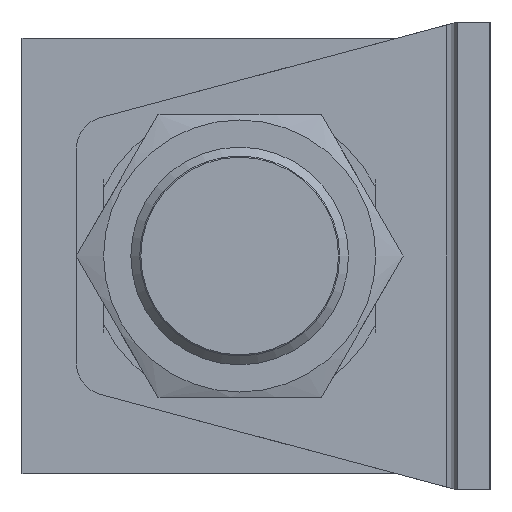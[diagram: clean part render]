
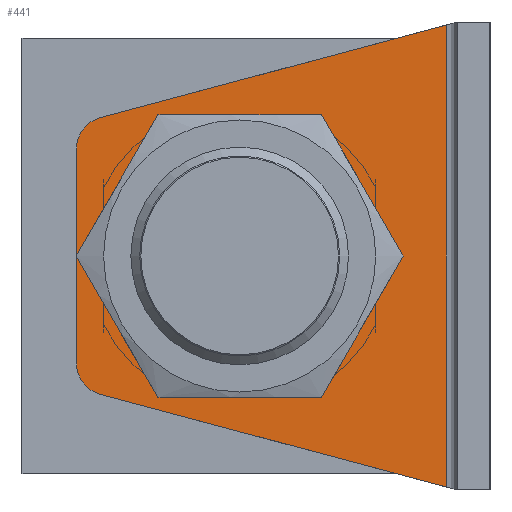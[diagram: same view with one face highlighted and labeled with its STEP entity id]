
A CAD part, left-side view. The second image highlights one B-rep face of the part: STEP entity #441.
In plain terms, the highlighted face is planar.
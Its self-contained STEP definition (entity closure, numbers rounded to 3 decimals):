
#441 = ADVANCED_FACE( '', ( #893, #894 ), #895, .T. );
#893 = FACE_BOUND( '', #1366, .T. );
#894 = FACE_OUTER_BOUND( '', #1367, .T. );
#895 = PLANE( '', #1368 );
#1366 = EDGE_LOOP( '', ( #2192 ) );
#1367 = EDGE_LOOP( '', ( #2193, #2194, #2195, #2196, #2197, #2198 ) );
#1368 = AXIS2_PLACEMENT_3D( '', #2199, #2200, #2201 );
#2192 = ORIENTED_EDGE( '', *, *, #2744, .F. );
#2193 = ORIENTED_EDGE( '', *, *, #2554, .T. );
#2194 = ORIENTED_EDGE( '', *, *, #2791, .T. );
#2195 = ORIENTED_EDGE( '', *, *, #2781, .F. );
#2196 = ORIENTED_EDGE( '', *, *, #2549, .T. );
#2197 = ORIENTED_EDGE( '', *, *, #2792, .T. );
#2198 = ORIENTED_EDGE( '', *, *, #2543, .T. );
#2199 = CARTESIAN_POINT( '', ( 3., 38., 21.5 ) );
#2200 = DIRECTION( '', ( 1., 0., 0. ) );
#2201 = DIRECTION( '', ( 0., 0., -1. ) );
#2543 = EDGE_CURVE( '', #2953, #2951, #2954, .T. );
#2549 = EDGE_CURVE( '', #2962, #2963, #2964, .T. );
#2554 = EDGE_CURVE( '', #2951, #2971, #2972, .T. );
#2744 = EDGE_CURVE( '', #3257, #3257, #3258, .T. );
#2781 = EDGE_CURVE( '', #2962, #3305, #3306, .T. );
#2791 = EDGE_CURVE( '', #2971, #3305, #3319, .T. );
#2792 = EDGE_CURVE( '', #2963, #2953, #3320, .T. );
#2951 = VERTEX_POINT( '', #3544 );
#2953 = VERTEX_POINT( '', #3546 );
#2954 = LINE( '', #3547, #3548 );
#2962 = VERTEX_POINT( '', #3557 );
#2963 = VERTEX_POINT( '', #3558 );
#2964 = CIRCLE( '', #3559, 3. );
#2971 = VERTEX_POINT( '', #3568 );
#2972 = LINE( '', #3569, #3570 );
#3257 = VERTEX_POINT( '', #4261 );
#3258 = CIRCLE( '', #4262, 10.1 );
#3305 = VERTEX_POINT( '', #4450 );
#3306 = LINE( '', #4451, #4452 );
#3319 = CIRCLE( '', #4466, 3. );
#3320 = LINE( '', #4467, #4468 );
#3544 = CARTESIAN_POINT( '', ( 3., 4., -21.232 ) );
#3546 = CARTESIAN_POINT( '', ( 3., 4., 21.232 ) );
#3547 = CARTESIAN_POINT( '', ( 3., 4., 21.5 ) );
#3548 = VECTOR( '', #4758, 1000. );
#3557 = CARTESIAN_POINT( '', ( 3., 38., 9.82 ) );
#3558 = CARTESIAN_POINT( '', ( 3., 35.776, 12.718 ) );
#3559 = AXIS2_PLACEMENT_3D( '', #4766, #4767, #4768 );
#3568 = CARTESIAN_POINT( '', ( 3., 35.776, -12.718 ) );
#3569 = CARTESIAN_POINT( '', ( 3., 3., -21.5 ) );
#3570 = VECTOR( '', #4774, 1000. );
#4261 = CARTESIAN_POINT( '', ( 3., 23., -10.1 ) );
#4262 = AXIS2_PLACEMENT_3D( '', #4988, #4989, #4990 );
#4450 = CARTESIAN_POINT( '', ( 3., 38., -9.82 ) );
#4451 = CARTESIAN_POINT( '', ( 3., 38., 21.5 ) );
#4452 = VECTOR( '', #5023, 1000. );
#4466 = AXIS2_PLACEMENT_3D( '', #5034, #5035, #5036 );
#4467 = CARTESIAN_POINT( '', ( 3., 35.776, 12.718 ) );
#4468 = VECTOR( '', #5037, 1000. );
#4758 = DIRECTION( '', ( 0., 0., -1. ) );
#4766 = CARTESIAN_POINT( '', ( 3., 35., 9.82 ) );
#4767 = DIRECTION( '', ( 1., 0., 0. ) );
#4768 = DIRECTION( '', ( 0., 0., -1. ) );
#4774 = DIRECTION( '', ( 0., 0.966, 0.259 ) );
#4988 = CARTESIAN_POINT( '', ( 3., 23., 0. ) );
#4989 = DIRECTION( '', ( 1., 0., 0. ) );
#4990 = DIRECTION( '', ( 0., 0., -1. ) );
#5023 = DIRECTION( '', ( 0., 0., -1. ) );
#5034 = CARTESIAN_POINT( '', ( 3., 35., -9.82 ) );
#5035 = DIRECTION( '', ( 1., 0., 0. ) );
#5036 = DIRECTION( '', ( 0., 0., -1. ) );
#5037 = DIRECTION( '', ( 0., -0.966, 0.259 ) );
